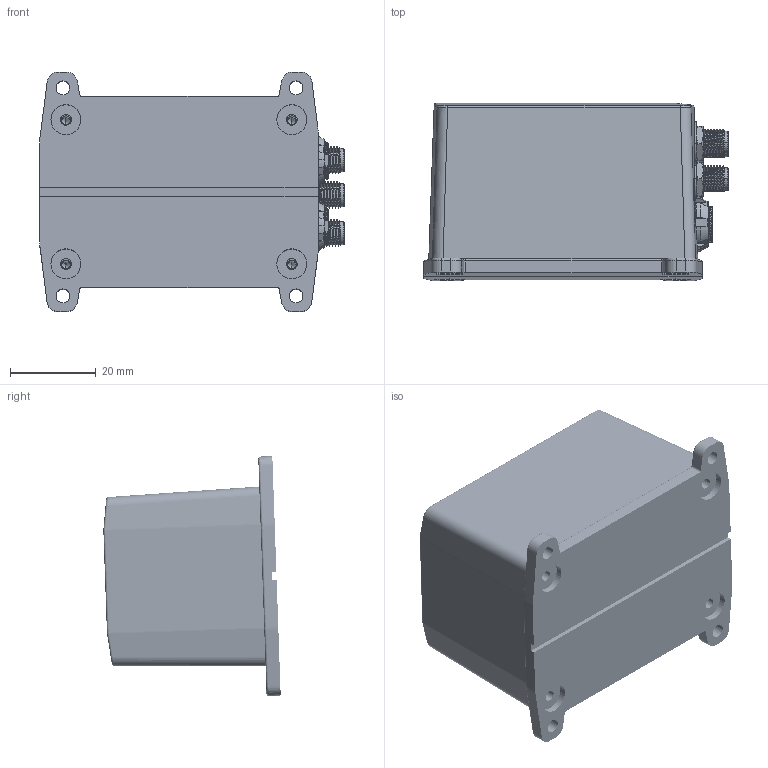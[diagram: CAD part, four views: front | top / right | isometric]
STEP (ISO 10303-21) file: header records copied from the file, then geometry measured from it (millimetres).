
FILE_DESCRIPTION (( 'STEP AP214' ), '1' );
FILE_NAME ('蚾饜极-RTK-5-V1-0618-0816-MAIN.STEP', '2021-08-16T08:37:56', ( '' ), ( '' ), 'SwSTEP 2.0', 'SolidWorks 2020', '' );
FILE_SCHEMA (( 'AUTOMOTIVE_DESIGN' ));
Length unit declared in the file: millimetre
Products named in the file (16): 扞け謂-0722; SMA-RF-0722; HANGCHA; SW3DPS-FISCHER_DBPU_102_A059-130_1; RTK-dizuo-0617-V1; RTK-5-0617-V1-0721; RTK-泂祧-0721; fc_deco_slot_nut_m9x0_5_1; 菴珨圉; 菴媼圉; fc_deco_slot_nut_m9x0_5_1_3; 蚾饜极-RTK-5-V1-0618-0816-MAIN; fc_deco_slot_nut_m9x0_5_1_2
Assembly tree (25 placements, depth 3):
  蚾饜极-RTK-5-V1-0618-0816-MAIN
    RTK-5-0617-V1-0721
    RTK-dizuo-0617-V1
    HANGCHA
      SW3DPS-FISCHER_DBPU_102_A059-130_1
      fc_deco_slot_nut_m9x0_5_1
      fc_deco_slot_nut_m9x0_5_1_2
      fc_deco_slot_nut_m9x0_5_1_3
    HANGCHA
      SW3DPS-FISCHER_DBPU_102_A059-130_1
      fc_deco_slot_nut_m9x0_5_1
      fc_deco_slot_nut_m9x0_5_1_2
      fc_deco_slot_nut_m9x0_5_1_3
    SMA-RF-0722
      菴珨圉
      菴媼圉
      扞け謂-0722
    SMA-RF-0722
      菴珨圉
      菴媼圉
      扞け謂-0722
    SMA-RF-0722
      菴珨圉
      菴媼圉
      扞け謂-0722
    RTK-泂祧-0721
Bounding box: 71.13 x 41.41 x 55.99 mm (x, y, z)
Volume: 28074.7 mm3; surface area: 35641.7 mm2
Topology: 34 solids, 38 shells, 5309 faces, 14516 edges, 9599 vertices
Faces by surface type: plane 2443, bspline 1525, cylinder 921, cone 307, torus 113
Entity records: 258818 total; most frequent: CARTESIAN_POINT 116956, ORIENTED_EDGE 23902, DIRECTION 15157, EDGE_CURVE 11956, VERTEX_POINT 7923, VECTOR 7173, LINE 7173, EDGE_LOOP 4835
